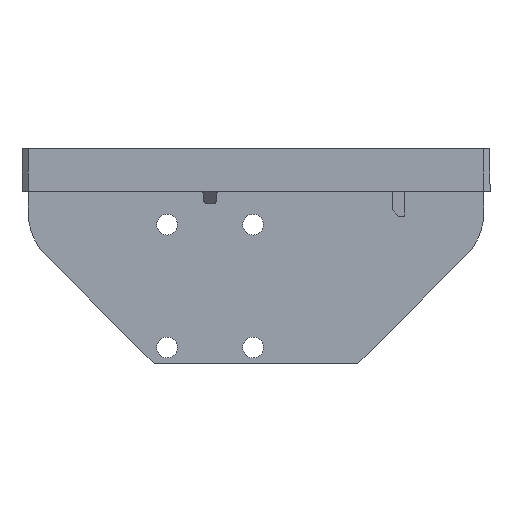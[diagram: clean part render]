
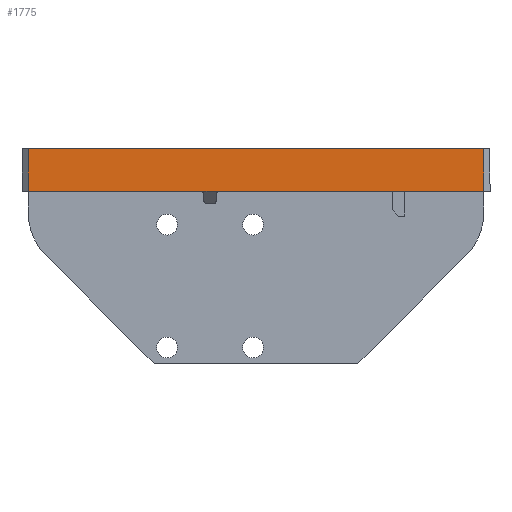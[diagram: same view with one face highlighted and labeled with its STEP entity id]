
A CAD part, front view. The second image highlights one B-rep face of the part: STEP entity #1775.
In plain terms, the highlighted planar face has unit normal (0, -1, 0).
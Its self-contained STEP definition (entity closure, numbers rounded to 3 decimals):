
#6 = VERTEX_POINT ( 'NONE', #3203 ) ;
#44 = LINE ( 'NONE', #2132, #1062 ) ;
#89 = VECTOR ( 'NONE', #3245, 1000. ) ;
#100 = CARTESIAN_POINT ( 'NONE',  ( 20.375, -9.496, 24.401 ) ) ;
#212 = LINE ( 'NONE', #1998, #600 ) ;
#387 = CARTESIAN_POINT ( 'NONE',  ( 20.375, -9.496, 31.401 ) ) ;
#476 = DIRECTION ( 'NONE',  ( 0., -1., 0. ) ) ;
#520 = ORIENTED_EDGE ( 'NONE', *, *, #2213, .T. ) ;
#552 = VECTOR ( 'NONE', #1294, 1000. ) ;
#600 = VECTOR ( 'NONE', #2992, 1000. ) ;
#606 = DIRECTION ( 'NONE',  ( 1., 0., 0. ) ) ;
#878 = ORIENTED_EDGE ( 'NONE', *, *, #3739, .F. ) ;
#1062 = VECTOR ( 'NONE', #606, 1000. ) ;
#1294 = DIRECTION ( 'NONE',  ( 1., 0., 0. ) ) ;
#1521 = LINE ( 'NONE', #1543, #552 ) ;
#1543 = CARTESIAN_POINT ( 'NONE',  ( 0., -9.496, 24.401 ) ) ;
#1544 = VERTEX_POINT ( 'NONE', #3477 ) ;
#1608 = ORIENTED_EDGE ( 'NONE', *, *, #3401, .T. ) ;
#1741 = EDGE_CURVE ( 'NONE', #6, #3647, #212, .T. ) ;
#1745 = PLANE ( 'NONE',  #3922 ) ;
#1749 = EDGE_LOOP ( 'NONE', ( #520, #3685, #1608, #3563, #3016, #878 ) ) ;
#1775 = ADVANCED_FACE ( 'NONE', ( #3210 ), #1745, .T. ) ;
#1779 = CARTESIAN_POINT ( 'NONE',  ( 0., -9.496, 31.401 ) ) ;
#1841 = VERTEX_POINT ( 'NONE', #387 ) ;
#1926 = DIRECTION ( 'NONE',  ( 0., 0., 1. ) ) ;
#1942 = EDGE_CURVE ( 'NONE', #2451, #1544, #2035, .T. ) ;
#1998 = CARTESIAN_POINT ( 'NONE',  ( 0., -9.496, 24.401 ) ) ;
#2035 = LINE ( 'NONE', #3170, #2833 ) ;
#2081 = EDGE_CURVE ( 'NONE', #1841, #1544, #3562, .T. ) ;
#2132 = CARTESIAN_POINT ( 'NONE',  ( 0., -9.496, 24.401 ) ) ;
#2213 = EDGE_CURVE ( 'NONE', #2366, #6, #44, .T. ) ;
#2366 = VERTEX_POINT ( 'NONE', #100 ) ;
#2423 = CARTESIAN_POINT ( 'NONE',  ( 51.5, -9.496, 24.401 ) ) ;
#2451 = VERTEX_POINT ( 'NONE', #3777 ) ;
#2833 = VECTOR ( 'NONE', #3521, 1000. ) ;
#2992 = DIRECTION ( 'NONE',  ( 1., 0., 0. ) ) ;
#3016 = ORIENTED_EDGE ( 'NONE', *, *, #2081, .F. ) ;
#3094 = VECTOR ( 'NONE', #1926, 1000. ) ;
#3170 = CARTESIAN_POINT ( 'NONE',  ( 94.575, -9.496, 24.401 ) ) ;
#3203 = CARTESIAN_POINT ( 'NONE',  ( 48.5, -9.496, 24.401 ) ) ;
#3210 = FACE_OUTER_BOUND ( 'NONE', #1749, .T. ) ;
#3245 = DIRECTION ( 'NONE',  ( 1., 0., 0. ) ) ;
#3384 = CARTESIAN_POINT ( 'NONE',  ( 20.375, -9.496, 24.401 ) ) ;
#3401 = EDGE_CURVE ( 'NONE', #3647, #2451, #1521, .T. ) ;
#3477 = CARTESIAN_POINT ( 'NONE',  ( 94.575, -9.496, 31.401 ) ) ;
#3521 = DIRECTION ( 'NONE',  ( 0., 0., 1. ) ) ;
#3562 = LINE ( 'NONE', #1779, #89 ) ;
#3563 = ORIENTED_EDGE ( 'NONE', *, *, #1942, .T. ) ;
#3647 = VERTEX_POINT ( 'NONE', #2423 ) ;
#3685 = ORIENTED_EDGE ( 'NONE', *, *, #1741, .T. ) ;
#3716 = LINE ( 'NONE', #3384, #3094 ) ;
#3739 = EDGE_CURVE ( 'NONE', #2366, #1841, #3716, .T. ) ;
#3777 = CARTESIAN_POINT ( 'NONE',  ( 94.575, -9.496, 24.401 ) ) ;
#3831 = DIRECTION ( 'NONE',  ( 0., 0., -1. ) ) ;
#3874 = CARTESIAN_POINT ( 'NONE',  ( 0., -9.496, 24.401 ) ) ;
#3922 = AXIS2_PLACEMENT_3D ( 'NONE', #3874, #476, #3831 ) ;
